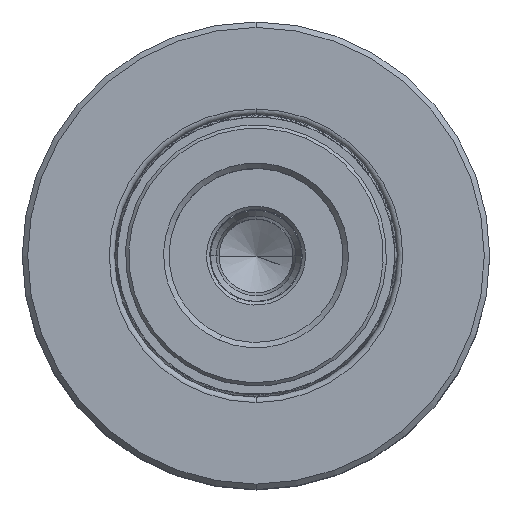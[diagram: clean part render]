
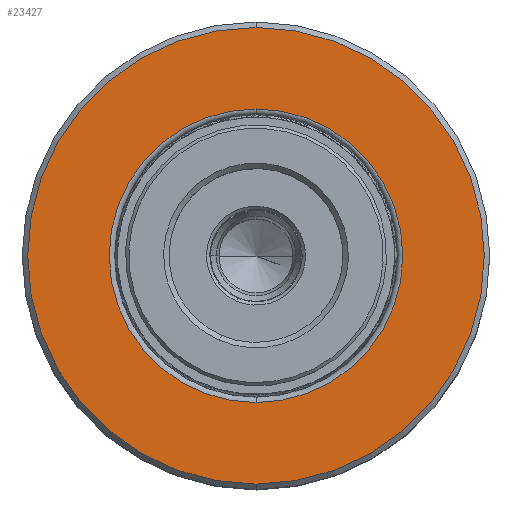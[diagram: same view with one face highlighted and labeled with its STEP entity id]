
A CAD part, top view. The second image highlights one B-rep face of the part: STEP entity #23427.
In plain terms, the highlighted face is planar.
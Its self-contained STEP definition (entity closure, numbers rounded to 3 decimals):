
#2015 = CARTESIAN_POINT ( 'NONE',  ( 0., 15.687, 0. ) ) ;
#2090 = DIRECTION ( 'NONE',  ( 0., -1., 0. ) ) ;
#2827 = CARTESIAN_POINT ( 'NONE',  ( 0., 15.687, -13.5 ) ) ;
#3178 = FACE_BOUND ( 'NONE', #28356, .T. ) ;
#3998 = ORIENTED_EDGE ( 'NONE', *, *, #25605, .T. ) ;
#5069 = ORIENTED_EDGE ( 'NONE', *, *, #32681, .F. ) ;
#5920 = ORIENTED_EDGE ( 'NONE', *, *, #29718, .F. ) ;
#7691 = CIRCLE ( 'NONE', #23796, 21. ) ;
#10325 = DIRECTION ( 'NONE',  ( 0., 0., -1. ) ) ;
#10557 = DIRECTION ( 'NONE',  ( 0., -1., 0. ) ) ;
#12290 = DIRECTION ( 'NONE',  ( 0., -1., 0. ) ) ;
#12688 = DIRECTION ( 'NONE',  ( 0., 0., -1. ) ) ;
#13029 = VERTEX_POINT ( 'NONE', #2827 ) ;
#13556 = FACE_OUTER_BOUND ( 'NONE', #26529, .T. ) ;
#14169 = AXIS2_PLACEMENT_3D ( 'NONE', #17585, #12290, #25243 ) ;
#16775 = CARTESIAN_POINT ( 'NONE',  ( 0., 15.687, 13.5 ) ) ;
#17585 = CARTESIAN_POINT ( 'NONE',  ( 0., 15.687, 0. ) ) ;
#19553 = VERTEX_POINT ( 'NONE', #28934 ) ;
#20162 = VERTEX_POINT ( 'NONE', #24146 ) ;
#20979 = DIRECTION ( 'NONE',  ( 0., 0., -1. ) ) ;
#21332 = CARTESIAN_POINT ( 'NONE',  ( 21., 15.687, 0. ) ) ;
#23427 = ADVANCED_FACE ( 'NONE', ( #3178, #13556 ), #28344, .T. ) ;
#23796 = AXIS2_PLACEMENT_3D ( 'NONE', #2015, #25864, #12688 ) ;
#24146 = CARTESIAN_POINT ( 'NONE',  ( 0., 15.687, -21. ) ) ;
#25147 = ORIENTED_EDGE ( 'NONE', *, *, #25801, .T. ) ;
#25243 = DIRECTION ( 'NONE',  ( 0., 0., -1. ) ) ;
#25605 = EDGE_CURVE ( 'NONE', #13029, #33348, #27536, .T. ) ;
#25801 = EDGE_CURVE ( 'NONE', #33348, #13029, #26328, .T. ) ;
#25864 = DIRECTION ( 'NONE',  ( 0., -1., 0. ) ) ;
#26299 = CARTESIAN_POINT ( 'NONE',  ( 0., 15.687, 0. ) ) ;
#26328 = CIRCLE ( 'NONE', #14169, 13.5 ) ;
#26529 = EDGE_LOOP ( 'NONE', ( #5069, #5920 ) ) ;
#26658 = DIRECTION ( 'NONE',  ( 0., 1., 0. ) ) ;
#27283 = AXIS2_PLACEMENT_3D ( 'NONE', #28765, #2090, #10325 ) ;
#27536 = CIRCLE ( 'NONE', #28295, 13.5 ) ;
#28295 = AXIS2_PLACEMENT_3D ( 'NONE', #26299, #10557, #20979 ) ;
#28344 = PLANE ( 'NONE',  #31402 ) ;
#28356 = EDGE_LOOP ( 'NONE', ( #3998, #25147 ) ) ;
#28662 = CIRCLE ( 'NONE', #27283, 21. ) ;
#28765 = CARTESIAN_POINT ( 'NONE',  ( 0., 15.687, 0. ) ) ;
#28934 = CARTESIAN_POINT ( 'NONE',  ( 0., 15.687, 21. ) ) ;
#29718 = EDGE_CURVE ( 'NONE', #19553, #20162, #28662, .T. ) ;
#31402 = AXIS2_PLACEMENT_3D ( 'NONE', #21332, #26658, #31589 ) ;
#31589 = DIRECTION ( 'NONE',  ( 0., 0., 1. ) ) ;
#32681 = EDGE_CURVE ( 'NONE', #20162, #19553, #7691, .T. ) ;
#33348 = VERTEX_POINT ( 'NONE', #16775 ) ;
